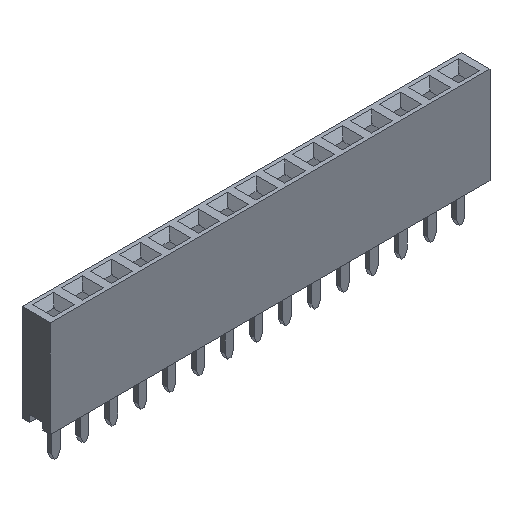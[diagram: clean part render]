
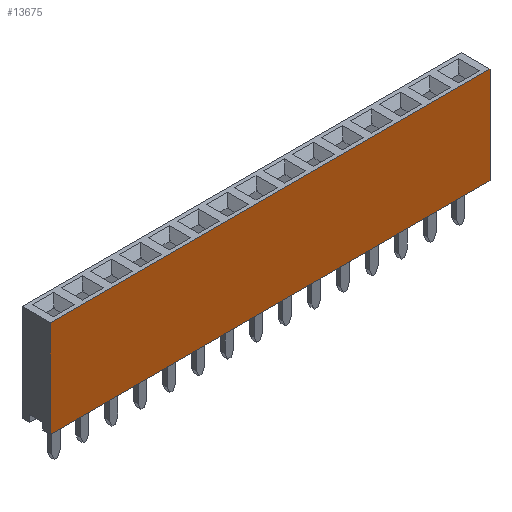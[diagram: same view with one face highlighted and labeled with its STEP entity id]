
A CAD part, isometric view. The second image highlights one B-rep face of the part: STEP entity #13675.
In plain terms, the highlighted planar face has unit normal (0, -1, 0).
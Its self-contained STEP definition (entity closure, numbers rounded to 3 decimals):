
#1221=ORIENTED_EDGE('',*,*,#3939,.T.);
#1222=ORIENTED_EDGE('',*,*,#3940,.T.);
#1223=ORIENTED_EDGE('',*,*,#3941,.T.);
#1224=ORIENTED_EDGE('',*,*,#3942,.T.);
#3939=EDGE_CURVE('',#5283,#5284,#6409,.T.);
#3940=EDGE_CURVE('',#5284,#5285,#6410,.T.);
#3941=EDGE_CURVE('',#5285,#5286,#6411,.T.);
#3942=EDGE_CURVE('',#5286,#5283,#6412,.T.);
#5283=VERTEX_POINT('',#18698);
#5284=VERTEX_POINT('',#18699);
#5285=VERTEX_POINT('',#18701);
#5286=VERTEX_POINT('',#18703);
#6409=LINE('',#18697,#7633);
#6410=LINE('',#18700,#7634);
#6411=LINE('',#18702,#7635);
#6412=LINE('',#18704,#7636);
#7633=VECTOR('',#15672,1000.);
#7634=VECTOR('',#15673,1000.);
#7635=VECTOR('',#15674,1000.);
#7636=VECTOR('',#15675,1000.);
#8518=EDGE_LOOP('',(#1221,#1222,#1223,#1224));
#9098=FACE_BOUND('',#8518,.T.);
#9648=PLANE('',#14202);
#13675=ADVANCED_FACE('',(#9098),#9648,.T.);
#14202=AXIS2_PLACEMENT_3D('',#18696,#15670,#15671);
#15670=DIRECTION('',(0.,-1.,0.));
#15671=DIRECTION('',(0.,0.,-1.));
#15672=DIRECTION('',(-1.,0.,0.));
#15673=DIRECTION('',(0.,0.,-1.));
#15674=DIRECTION('',(1.,0.,0.));
#15675=DIRECTION('',(0.,0.,1.));
#18696=CARTESIAN_POINT('',(0.,-1.25,0.));
#18697=CARTESIAN_POINT('',(19.3,-1.25,4.25));
#18698=CARTESIAN_POINT('',(19.3,-1.25,4.25));
#18699=CARTESIAN_POINT('',(-19.3,-1.25,4.25));
#18700=CARTESIAN_POINT('',(-19.3,-1.25,4.25));
#18701=CARTESIAN_POINT('',(-19.3,-1.25,-4.25));
#18702=CARTESIAN_POINT('',(-19.3,-1.25,-4.25));
#18703=CARTESIAN_POINT('',(19.3,-1.25,-4.25));
#18704=CARTESIAN_POINT('',(19.3,-1.25,-4.25));
